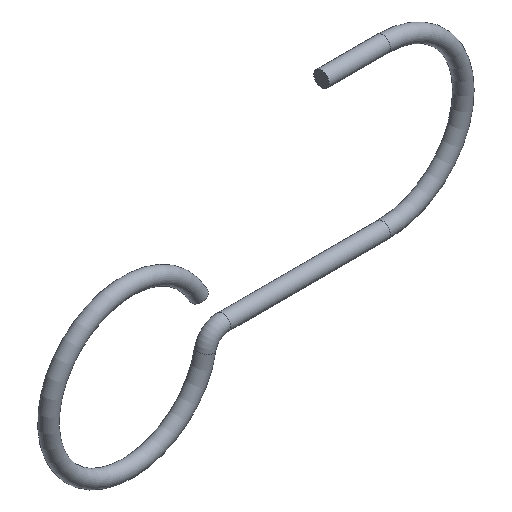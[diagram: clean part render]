
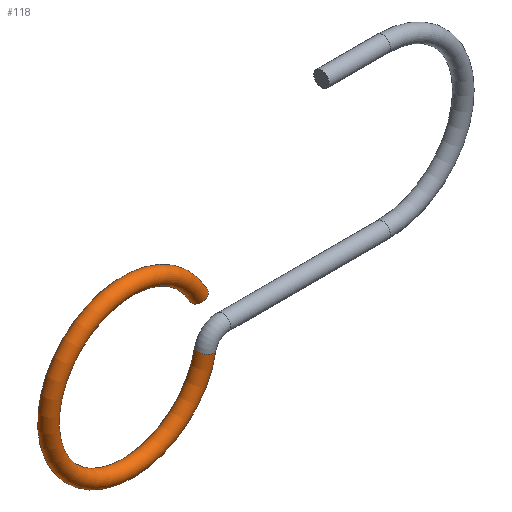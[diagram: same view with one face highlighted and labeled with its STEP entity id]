
A CAD part, isometric view. The second image highlights one B-rep face of the part: STEP entity #118.
In plain terms, the highlighted toroidal (fillet/blend) face has major radius 15.5 mm and minor radius 1.5 mm.
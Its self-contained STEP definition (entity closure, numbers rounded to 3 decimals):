
#17=TOROIDAL_SURFACE('',#157,15.5,1.5);
#29=FACE_OUTER_BOUND('',#36,.T.);
#36=EDGE_LOOP('',(#105,#106,#107,#108,#109));
#47=CIRCLE('',#154,1.5);
#49=CIRCLE('',#156,1.5);
#50=CIRCLE('',#158,1.5);
#51=CIRCLE('',#159,14.);
#60=VERTEX_POINT('',#232);
#61=VERTEX_POINT('',#233);
#62=VERTEX_POINT('',#238);
#74=EDGE_CURVE('',#60,#61,#47,.T.);
#76=EDGE_CURVE('',#61,#60,#49,.T.);
#77=EDGE_CURVE('',#62,#62,#50,.T.);
#78=EDGE_CURVE('',#62,#61,#51,.T.);
#105=ORIENTED_EDGE('',*,*,#77,.F.);
#106=ORIENTED_EDGE('',*,*,#78,.T.);
#107=ORIENTED_EDGE('',*,*,#76,.T.);
#108=ORIENTED_EDGE('',*,*,#74,.T.);
#109=ORIENTED_EDGE('',*,*,#78,.F.);
#118=ADVANCED_FACE('',(#29),#17,.T.);
#154=AXIS2_PLACEMENT_3D('',#234,#193,#194);
#156=AXIS2_PLACEMENT_3D('',#236,#197,#198);
#157=AXIS2_PLACEMENT_3D('',#237,#199,#200);
#158=AXIS2_PLACEMENT_3D('',#239,#201,#202);
#159=AXIS2_PLACEMENT_3D('',#240,#203,#204);
#193=DIRECTION('center_axis',(-0.186,0.,-0.983));
#194=DIRECTION('ref_axis',(0.983,0.,-0.186));
#197=DIRECTION('center_axis',(-0.186,0.,-0.983));
#198=DIRECTION('ref_axis',(0.983,0.,-0.186));
#199=DIRECTION('center_axis',(0.,1.,0.));
#200=DIRECTION('ref_axis',(-0.983,0.,0.186));
#201=DIRECTION('center_axis',(0.454,0.,-0.891));
#202=DIRECTION('ref_axis',(-0.891,0.,-0.454));
#203=DIRECTION('center_axis',(0.,-1.,0.));
#204=DIRECTION('ref_axis',(-0.983,0.,0.186));
#232=CARTESIAN_POINT('',(16.704,0.,-3.161));
#233=CARTESIAN_POINT('',(13.756,0.,-2.603));
#234=CARTESIAN_POINT('Origin',(15.23,0.,-2.882));
#236=CARTESIAN_POINT('Origin',(15.23,0.,-2.882));
#237=CARTESIAN_POINT('Origin',(0.,0.,0.));
#238=CARTESIAN_POINT('',(12.477,0.,6.35));
#239=CARTESIAN_POINT('Origin',(13.814,0.,7.03));
#240=CARTESIAN_POINT('Origin',(0.,0.,0.));
